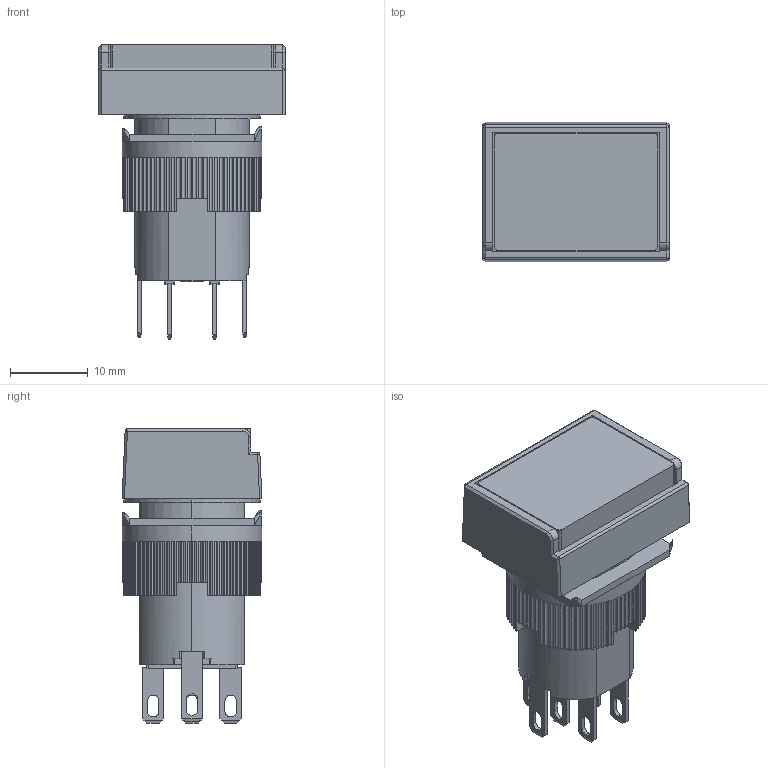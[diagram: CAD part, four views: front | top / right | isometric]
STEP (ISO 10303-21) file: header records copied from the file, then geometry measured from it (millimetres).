
FILE_DESCRIPTION (( 'STEP AP203' ), '1' );
FILE_NAME ('AR16G0N-C2E3Y.step', '2022-08-18T15:54:29', ( '' ), ( '' ), 'SwSTEP 2.0', 'SolidWorks 2021', '' );
FILE_SCHEMA (( 'CONFIG_CONTROL_DESIGN' ));
Length unit declared in the file: inch
Products named in the file (1): AR16G0N-C2E3Y
Bounding box: 24 x 18 x 37.9 mm (x, y, z)
Volume: 7344.7 mm3; surface area: 6131 mm2
Topology: 14 solids, 14 shells, 841 faces, 2361 edges, 1560 vertices
Faces by surface type: plane 654, cylinder 181, cone 6
Entity records: 27094 total; most frequent: CARTESIAN_POINT 4789, ORIENTED_EDGE 4714, DIRECTION 4575, EDGE_CURVE 2357, VECTOR 1803, LINE 1803, VERTEX_POINT 1560, AXIS2_PLACEMENT_3D 1386
